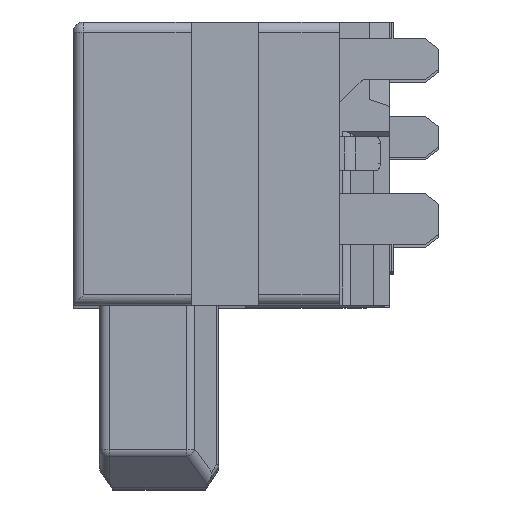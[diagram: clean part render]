
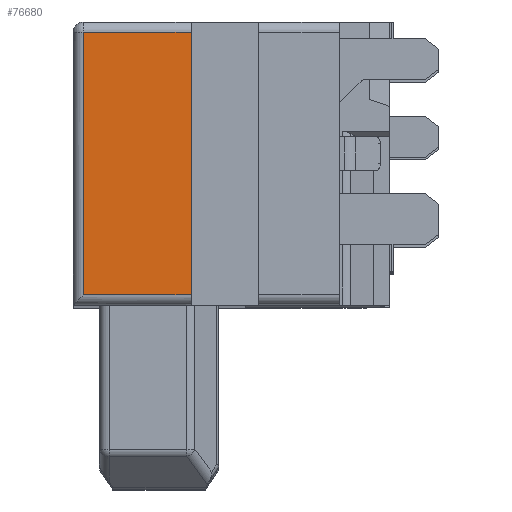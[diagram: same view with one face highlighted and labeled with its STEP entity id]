
A CAD part, top view. The second image highlights one B-rep face of the part: STEP entity #76680.
In plain terms, the highlighted planar face has unit normal (0, 0, 1).
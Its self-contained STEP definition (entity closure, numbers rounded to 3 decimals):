
#76290=CARTESIAN_POINT('',(2.077,12.331,17.55));
#76300=DIRECTION('',(0.,0.,-1.));
#76310=DIRECTION('',(-1.,0.,0.));
#76320=AXIS2_PLACEMENT_3D('',#76290,#76300,#76310);
#76330=PLANE('',#76320);
#76340=CARTESIAN_POINT('',(-2.048,19.631,17.55)
);
#76350=DIRECTION('',(1.,0.,0.));
#76360=VECTOR('',#76350,1.);
#76370=LINE('',#76340,#76360);
#76380=CARTESIAN_POINT('',(-6.423,19.631,17.55)
);
#76390=VERTEX_POINT('',#76380);
#76400=CARTESIAN_POINT('',(-3.223,19.631,17.55)
);
#76410=VERTEX_POINT('',#76400);
#76420=EDGE_CURVE('',#76390,#76410,#76370,.T.);
#76430=ORIENTED_EDGE('',*,*,#76420,.F.);
#76440=CARTESIAN_POINT('',(-3.223,15.72,
17.55));
#76450=DIRECTION('',(0.,1.,0.));
#76460=VECTOR('',#76450,1.);
#76470=LINE('',#76440,#76460);
#76480=CARTESIAN_POINT('',(-3.223,11.831,17.55)
);
#76490=VERTEX_POINT('',#76480);
#76500=EDGE_CURVE('',#76490,#76410,#76470,.T.);
#76510=ORIENTED_EDGE('',*,*,#76500,.T.);
#76520=CARTESIAN_POINT('',(-2.048,11.831,17.55)
);
#76530=DIRECTION('',(1.,0.,0.));
#76540=VECTOR('',#76530,1.);
#76550=LINE('',#76520,#76540);
#76560=CARTESIAN_POINT('',(-6.423,11.831,17.55)
);
#76570=VERTEX_POINT('',#76560);
#76580=EDGE_CURVE('',#76570,#76490,#76550,.T.);
#76590=ORIENTED_EDGE('',*,*,#76580,.T.);
#76600=CARTESIAN_POINT('',(-6.423,15.72,
17.55));
#76610=DIRECTION('',(0.,-1.,0.));
#76620=VECTOR('',#76610,1.);
#76630=LINE('',#76600,#76620);
#76640=EDGE_CURVE('',#76390,#76570,#76630,.T.);
#76650=ORIENTED_EDGE('',*,*,#76640,.T.);
#76660=EDGE_LOOP('',(#76650,#76590,#76510,#76430));
#76670=FACE_OUTER_BOUND('',#76660,.T.);
#76680=ADVANCED_FACE('',(#76670),#76330,.F.);
